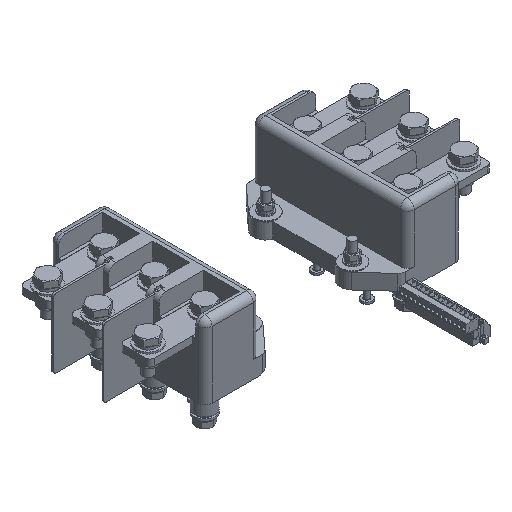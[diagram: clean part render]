
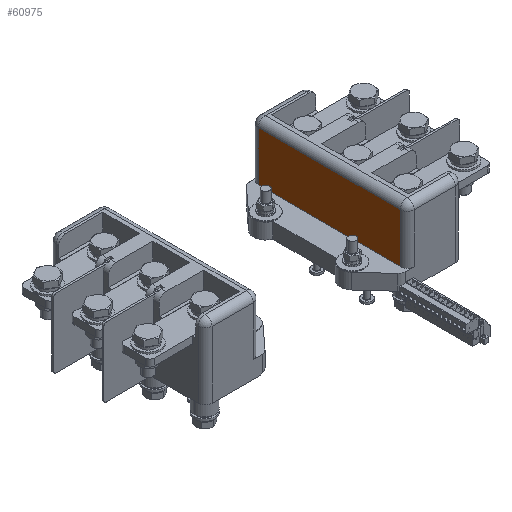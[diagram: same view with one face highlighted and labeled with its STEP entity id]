
A CAD part, isometric view. The second image highlights one B-rep face of the part: STEP entity #60975.
In plain terms, the highlighted planar face has unit normal (-1, 0, 0).
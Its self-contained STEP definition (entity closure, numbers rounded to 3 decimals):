
#209 = ORIENTED_EDGE ( 'NONE', *, *, #48982, .T. ) ;
#323 = FACE_OUTER_BOUND ( 'NONE', #37397, .T. ) ;
#560 = EDGE_CURVE ( 'NONE', #74876, #64035, #26239, .T. ) ;
#584 = CARTESIAN_POINT ( 'NONE',  ( 85., -82., -22.5 ) ) ;
#4030 = LINE ( 'NONE', #9762, #60548 ) ;
#4362 = CARTESIAN_POINT ( 'NONE',  ( 85., 82., 34.5 ) ) ;
#4542 = DIRECTION ( 'NONE',  ( 1., 0., 0. ) ) ;
#7253 = AXIS2_PLACEMENT_3D ( 'NONE', #47102, #4542, #74813 ) ;
#7822 = EDGE_CURVE ( 'NONE', #63069, #22158, #4030, .T. ) ;
#9762 = CARTESIAN_POINT ( 'NONE',  ( 85., -82., -22.5 ) ) ;
#12298 = CARTESIAN_POINT ( 'NONE',  ( 85., 90., -22.5 ) ) ;
#22158 = VERTEX_POINT ( 'NONE', #37997 ) ;
#23709 = PLANE ( 'NONE',  #7253 ) ;
#26239 = LINE ( 'NONE', #38841, #31689 ) ;
#29238 = DIRECTION ( 'NONE',  ( 0., 1., 0. ) ) ;
#31689 = VECTOR ( 'NONE', #51122, 1000. ) ;
#32845 = ORIENTED_EDGE ( 'NONE', *, *, #7822, .T. ) ;
#37397 = EDGE_LOOP ( 'NONE', ( #57155, #32845, #209, #55537 ) ) ;
#37910 = CARTESIAN_POINT ( 'NONE',  ( 85., 82., -22.5 ) ) ;
#37997 = CARTESIAN_POINT ( 'NONE',  ( 85., -82., 34.5 ) ) ;
#38841 = CARTESIAN_POINT ( 'NONE',  ( 85., 82., -22.5 ) ) ;
#47102 = CARTESIAN_POINT ( 'NONE',  ( 85., 90., -22.5 ) ) ;
#48982 = EDGE_CURVE ( 'NONE', #22158, #74876, #75982, .T. ) ;
#51122 = DIRECTION ( 'NONE',  ( 0., 0., -1. ) ) ;
#53237 = DIRECTION ( 'NONE',  ( 0., 1., 0. ) ) ;
#55537 = ORIENTED_EDGE ( 'NONE', *, *, #560, .T. ) ;
#57155 = ORIENTED_EDGE ( 'NONE', *, *, #70840, .F. ) ;
#60548 = VECTOR ( 'NONE', #72763, 1000. ) ;
#60975 = ADVANCED_FACE ( 'NONE', ( #323 ), #23709, .F. ) ;
#61599 = VECTOR ( 'NONE', #53237, 1000. ) ;
#63069 = VERTEX_POINT ( 'NONE', #584 ) ;
#64035 = VERTEX_POINT ( 'NONE', #37910 ) ;
#64881 = LINE ( 'NONE', #12298, #68072 ) ;
#68072 = VECTOR ( 'NONE', #29238, 1000. ) ;
#70582 = CARTESIAN_POINT ( 'NONE',  ( 85., 90., 34.5 ) ) ;
#70840 = EDGE_CURVE ( 'NONE', #63069, #64035, #64881, .T. ) ;
#72763 = DIRECTION ( 'NONE',  ( 0., 0., 1. ) ) ;
#74813 = DIRECTION ( 'NONE',  ( 0., 0., -1. ) ) ;
#74876 = VERTEX_POINT ( 'NONE', #4362 ) ;
#75982 = LINE ( 'NONE', #70582, #61599 ) ;
